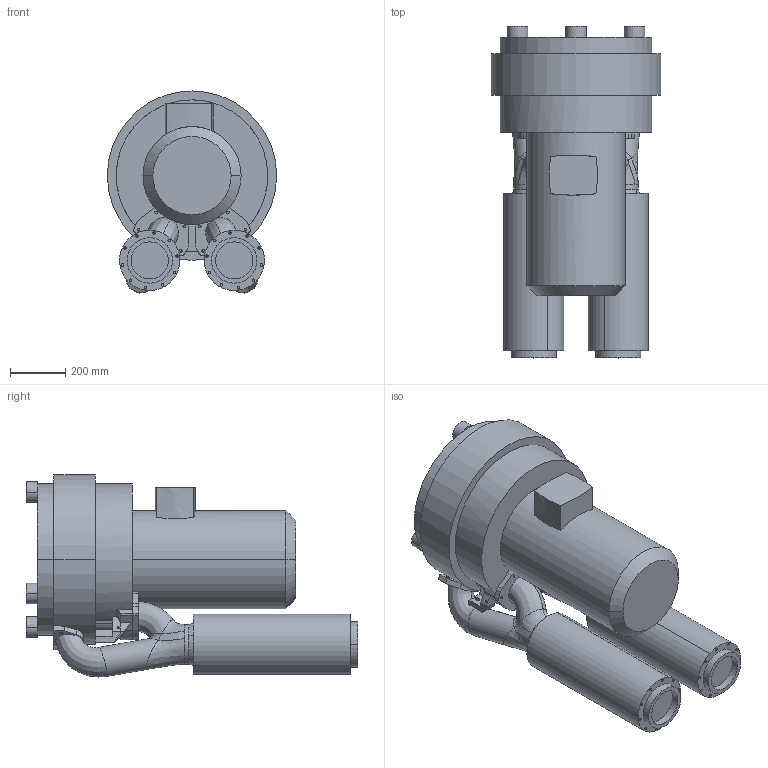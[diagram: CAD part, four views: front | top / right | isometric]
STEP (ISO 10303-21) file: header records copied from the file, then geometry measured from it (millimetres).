
FILE_DESCRIPTION((''),'2;1');
FILE_NAME('2RB943-1BQ47','2025-04-15T',('Administrator'),(''),'PRO/ENGINEER BY PARAMETRIC TECHNOLOGY CORPORATION, 2007090','PRO/ENGINEER BY PARAMETRIC TECHNOLOGY CORPORATION, 2007090','');
FILE_SCHEMA(('AUTOMOTIVE_DESIGN_CC2 { 1 2 10303 214 -1 1 5 2 }'));
Length unit declared in the file: millimetre
Products named in the file (1): 2RB943-1BQ47
Bounding box: 615 x 1204.34 x 733.89 mm (x, y, z)
Volume: 61427286.5 mm3; surface area: 4738082.4 mm2
Topology: 5 solids, 6 shells, 482 faces, 1180 edges, 770 vertices
Faces by surface type: cylinder 216, plane 173, bspline 70, cone 12, extrusion 4, revolution 4, torus 3
Entity records: 29813 total; most frequent: CARTESIAN_POINT 18682, ORIENTED_EDGE 2358, DIRECTION 2175, EDGE_CURVE 1180, AXIS2_PLACEMENT_3D 860, VERTEX_POINT 770, EDGE_LOOP 581, FACE_OUTER_BOUND 482
